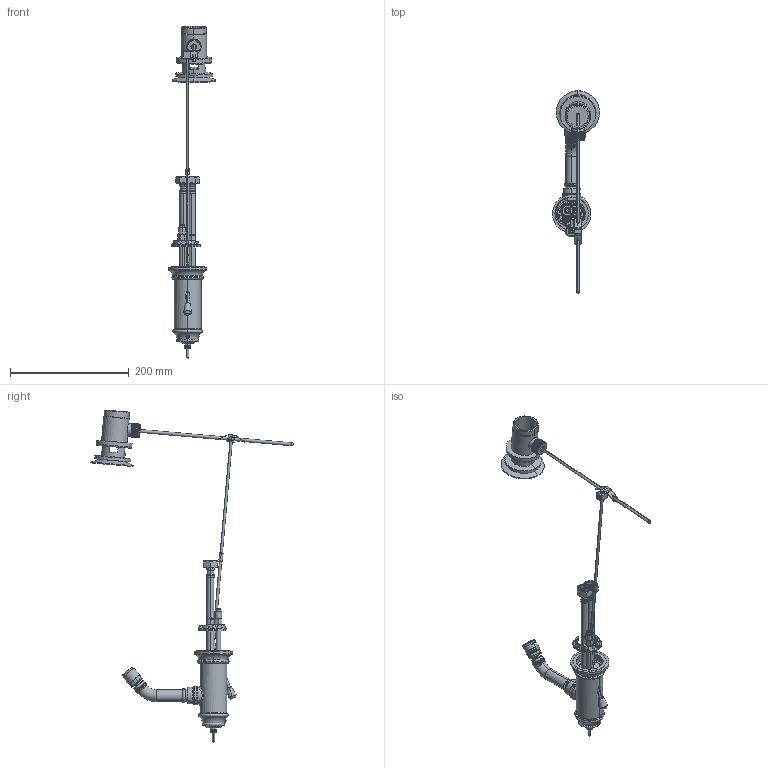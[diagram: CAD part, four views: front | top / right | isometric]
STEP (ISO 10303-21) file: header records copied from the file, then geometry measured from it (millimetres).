
FILE_DESCRIPTION((''),'2;1');
FILE_NAME('1030-0023-1-C0_ASM','2021-07-31T10:07:58',('user154'),(''),'CREO PARAMETRIC BY PTC INC, 2020281','CREO PARAMETRIC BY PTC INC, 2020281','');
FILE_SCHEMA(('CONFIG_CONTROL_DESIGN'));
Products named in the file (44): 2011-0452-1-C0; 2090-0440-1-C0; 2201-0045-1-N0; 2170-0018-1-N0; 2186-0104-1-N0; 2080-0080-1-C0; 2200-0138-2-00; 2181-0014-1-N0; 2211-0046-1-N0; 2201-0148-1-N0; 1200-0012-1-C0; 2142-0014-1-N0; 2141-0004-1-R0; 2141-0007-1-R0; 2141-0010-1-C0; 2140-0007-1-C0; P1_1030-0023-1-C0_ASM; 2036-0843-1-N0; 2034-0052-1-N0; 2034-0047-1-N0_AF0; 2036-0842-1-C0_ASM; 2180-0031-1-N0; 2200-0164-2-00_AF0; 2083-0152-1-C0; 2213-0035-1-N0; 2180-0041-1-N0; 2034-0051-1-C0; 2201-0049-5-N0; 2034-0020-1-C0; 2200-0102-2-00; 2034-0014-1-N0; 2201-0009-2-N0; 2031-0007-1-C0; 2032-0001-1-N0; 2032-0064-1-N0; 2043-0036-1-C0; P1_2100-0003-5-C0; P2_2100-0003-5-C0; P3_2100-0003-5-C0; P4_2100-0003-5-C0 ...
Assembly tree (47 placements, depth 3):
  1030-0023-1-C0_ASM
    2011-0452-1-C0
    2090-0440-1-C0
    2201-0045-1-N0
    2170-0018-1-N0
    2186-0104-1-N0
    2080-0080-1-C0
    2200-0138-2-00  x2
    2181-0014-1-N0
    2211-0046-1-N0
    2201-0148-1-N0
    P1_1030-0023-1-C0_ASM
      1200-0012-1-C0
      2142-0014-1-N0
      2141-0004-1-R0
      2141-0007-1-R0
      2141-0010-1-C0
      2140-0007-1-C0
    2036-0842-1-C0_ASM
      2036-0843-1-N0
      2034-0052-1-N0
      2034-0047-1-N0_AF0
    2180-0031-1-N0  x3
    2200-0164-2-00_AF0
    2083-0152-1-C0
    2213-0035-1-N0
    2180-0041-1-N0
    2034-0051-1-C0
    2201-0049-5-N0
    2034-0020-1-C0
    2200-0102-2-00
    2034-0014-1-N0
    2201-0009-2-N0
    2031-0007-1-C0
    2032-0001-1-N0
    2032-0064-1-N0
    2043-0036-1-C0
    2100-0003-5-C0_ASM  x2
      P1_2100-0003-5-C0
      P2_2100-0003-5-C0
      P3_2100-0003-5-C0
      P4_2100-0003-5-C0
      P5_2100-0003-5-C0
    2182-0092-1-N0
Bounding box: 79.5 x 341.52 x 560 mm (x, y, z)
Volume: 309982.9 mm3; surface area: 241672 mm2
Topology: 150 solids, 182 shells, 5353 faces, 11921 edges, 5477 vertices
Faces by surface type: cylinder 3491, plane 1319, cone 252, torus 208, bspline 60, sphere 13, extrusion 8, revolution 2
Entity records: 173168 total; most frequent: CARTESIAN_POINT 65464, ORIENTED_EDGE 22925, DIRECTION 20881, EDGE_CURVE 11543, AXIS2_PLACEMENT_3D 7553, VECTOR 5773, LINE 5769, EDGE_LOOP 5418
